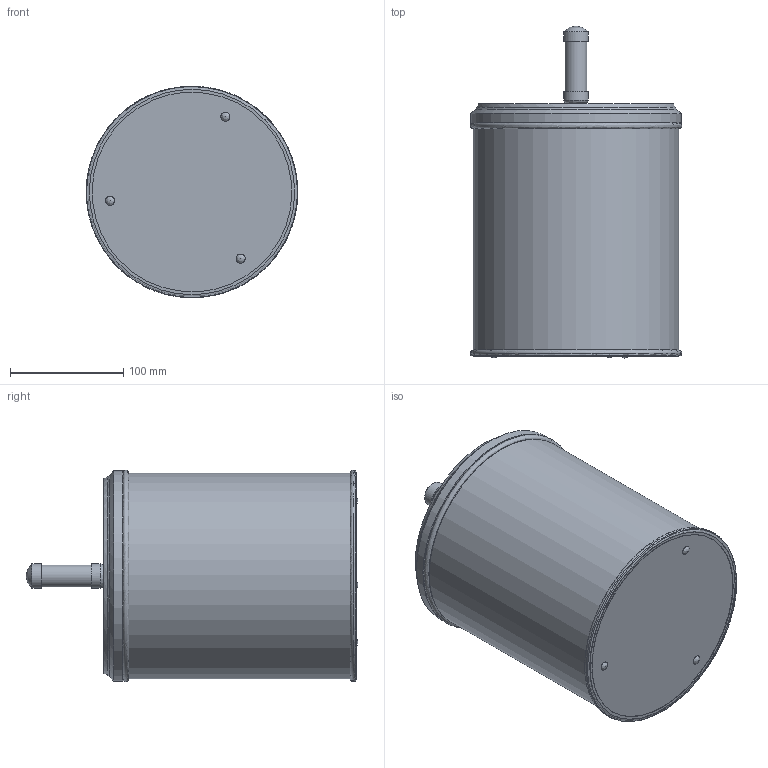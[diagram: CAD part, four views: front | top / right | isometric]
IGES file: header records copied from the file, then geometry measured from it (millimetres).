
Global section: file name: L12; native system: Autodesk Inventor 2018; preprocessor: unknown; author: aduggalther; date: 20171018.113550; units: millimetre
Bounding box: 186.5 x 292.65 x 186.5 mm (x, y, z)
Volume: 171378.1 mm3; surface area: 382724.6 mm2
Topology: 10 solids, 11 shells, 58 faces, 136 edges, 99 vertices
Faces by surface type: bspline 58
